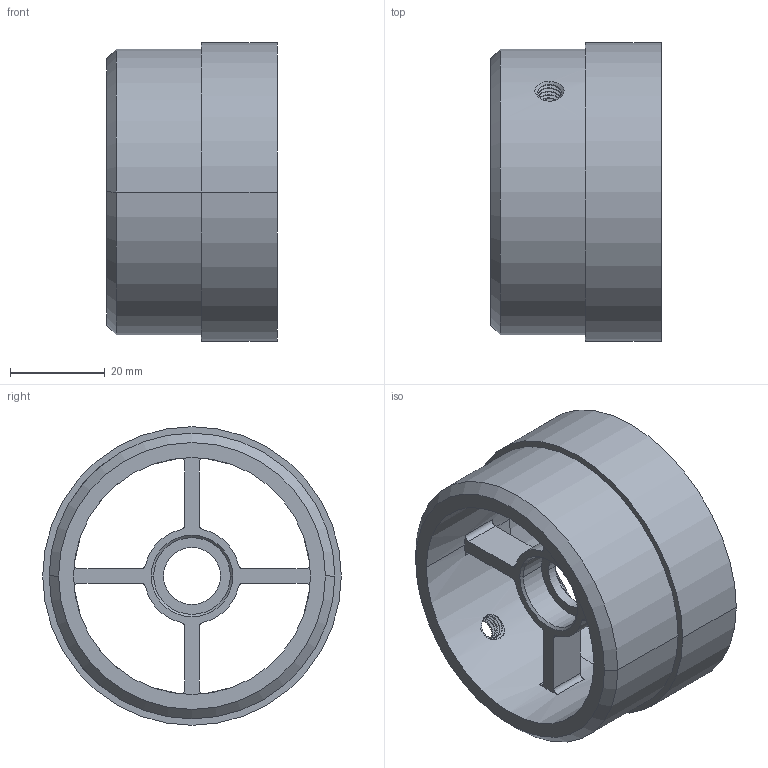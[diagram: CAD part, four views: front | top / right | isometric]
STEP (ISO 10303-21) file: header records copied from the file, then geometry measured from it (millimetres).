
FILE_DESCRIPTION (( 'STEP AP214' ), '1' );
FILE_NAME ('65911emboutfemellev2(1).STEP', '2022-04-20T12:19:49', ( '' ), ( '' ), 'SwSTEP 2.0', 'SolidWorks 2020', '' );
FILE_SCHEMA (( 'AUTOMOTIVE_DESIGN' ));
Length unit declared in the file: millimetre
Products named in the file (1): 65911emboutfemellev2(1)
Bounding box: 36 x 63 x 63 mm (x, y, z)
Volume: 33540 mm3; surface area: 17307.2 mm2
Topology: 1 solids, 1 shells, 89 faces, 250 edges, 162 vertices
Faces by surface type: cylinder 56, plane 17, cone 10, bspline 6
Entity records: 5482 total; most frequent: CARTESIAN_POINT 3216, ORIENTED_EDGE 500, DIRECTION 454, EDGE_CURVE 250, AXIS2_PLACEMENT_3D 176, VERTEX_POINT 162, EDGE_LOOP 102, VECTOR 102
